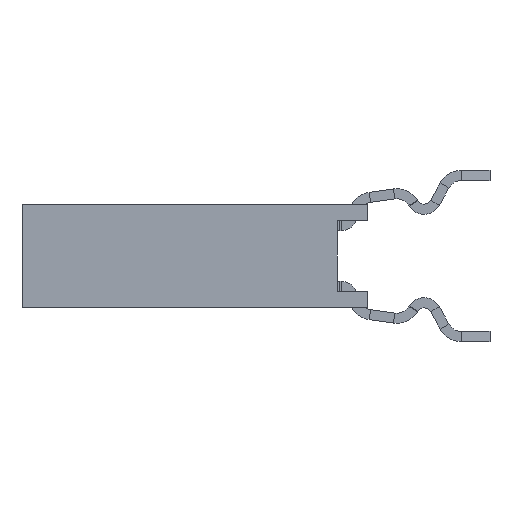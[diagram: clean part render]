
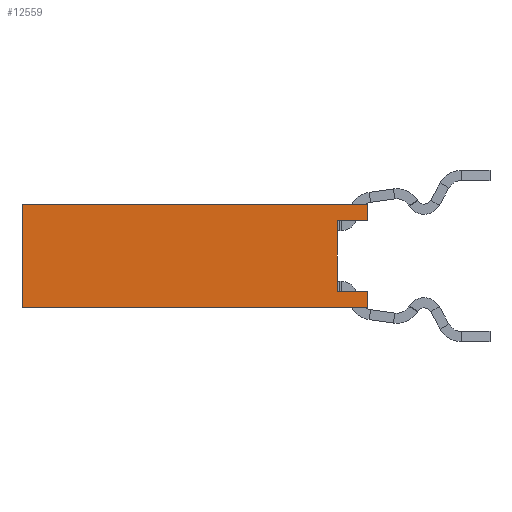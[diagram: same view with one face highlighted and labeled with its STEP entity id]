
A CAD part, front view. The second image highlights one B-rep face of the part: STEP entity #12559.
In plain terms, the highlighted planar face has unit normal (0, -1, 0).
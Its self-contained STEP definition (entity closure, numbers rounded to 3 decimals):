
#3459=DIRECTION('',(0.,0.,-1.));
#3460=VECTOR('',#3459,1.74);
#3461=CARTESIAN_POINT('',(-0.75,0.,2.14));
#3462=LINE('',#3461,#3460);
#3466=DIRECTION('',(1.,0.,0.));
#3467=VECTOR('',#3466,0.75);
#3468=CARTESIAN_POINT('',(-0.75,0.,0.4));
#3469=LINE('',#3468,#3467);
#3473=DIRECTION('',(0.,0.,-1.));
#3474=VECTOR('',#3473,0.4);
#3475=CARTESIAN_POINT('',(0.,0.,0.4));
#3476=LINE('',#3475,#3474);
#3480=DIRECTION('',(1.,0.,0.));
#3481=VECTOR('',#3480,8.5);
#3482=CARTESIAN_POINT('',(-8.5,0.,0.));
#3483=LINE('',#3482,#3481);
#3487=DIRECTION('',(0.,0.,1.));
#3488=VECTOR('',#3487,2.54);
#3489=CARTESIAN_POINT('',(-8.5,0.,0.));
#3490=LINE('',#3489,#3488);
#3494=DIRECTION('',(1.,0.,0.));
#3495=VECTOR('',#3494,8.5);
#3496=CARTESIAN_POINT('',(-8.5,0.,2.54));
#3497=LINE('',#3496,#3495);
#3501=DIRECTION('',(0.,0.,-1.));
#3502=VECTOR('',#3501,0.4);
#3503=CARTESIAN_POINT('',(0.,0.,2.54));
#3504=LINE('',#3503,#3502);
#3508=DIRECTION('',(-1.,0.,0.));
#3509=VECTOR('',#3508,0.75);
#3510=CARTESIAN_POINT('',(0.,0.,2.14));
#3511=LINE('',#3510,#3509);
#8471=CARTESIAN_POINT('',(-8.5,0.,2.54));
#8472=CARTESIAN_POINT('',(0.,0.,2.54));
#8473=VERTEX_POINT('',#8471);
#8474=VERTEX_POINT('',#8472);
#8475=CARTESIAN_POINT('',(0.,0.,2.14));
#8476=VERTEX_POINT('',#8475);
#8477=CARTESIAN_POINT('',(-0.75,0.,2.14));
#8478=VERTEX_POINT('',#8477);
#9407=CARTESIAN_POINT('',(-8.5,0.,0.));
#9408=CARTESIAN_POINT('',(0.,0.,0.));
#9409=VERTEX_POINT('',#9407);
#9410=VERTEX_POINT('',#9408);
#9467=CARTESIAN_POINT('',(0.,0.,0.4));
#9468=VERTEX_POINT('',#9467);
#9483=CARTESIAN_POINT('',(-0.75,0.,0.4));
#9484=VERTEX_POINT('',#9483);
#12543=CARTESIAN_POINT('',(0.,0.,0.));
#12544=DIRECTION('',(0.,1.,0.));
#12545=DIRECTION('',(0.,0.,-1.));
#12546=AXIS2_PLACEMENT_3D('',#12543,#12544,#12545);
#12547=PLANE('',#12546);
#12548=ORIENTED_EDGE('',*,*,#10398,.T.);
#12549=ORIENTED_EDGE('',*,*,#12420,.T.);
#12550=ORIENTED_EDGE('',*,*,#12521,.T.);
#12551=ORIENTED_EDGE('',*,*,#11516,.F.);
#12552=ORIENTED_EDGE('',*,*,#12105,.T.);
#12553=ORIENTED_EDGE('',*,*,#11179,.T.);
#12555=ORIENTED_EDGE('',*,*,#12554,.T.);
#12556=ORIENTED_EDGE('',*,*,#10739,.T.);
#12557=EDGE_LOOP('',(#12548,#12549,#12550,#12551,#12552,#12553,#12555,#12556));
#12558=FACE_OUTER_BOUND('',#12557,.F.);
#12559=ADVANCED_FACE('',(#12558),#12547,.F.);
#10398=EDGE_CURVE('',#8478,#9484,#3462,.T.);
#10739=EDGE_CURVE('',#8476,#8478,#3511,.T.);
#11179=EDGE_CURVE('',#8473,#8474,#3497,.T.);
#11516=EDGE_CURVE('',#9409,#9410,#3483,.T.);
#12105=EDGE_CURVE('',#9409,#8473,#3490,.T.);
#12420=EDGE_CURVE('',#9484,#9468,#3469,.T.);
#12521=EDGE_CURVE('',#9468,#9410,#3476,.T.);
#12554=EDGE_CURVE('',#8474,#8476,#3504,.T.);
